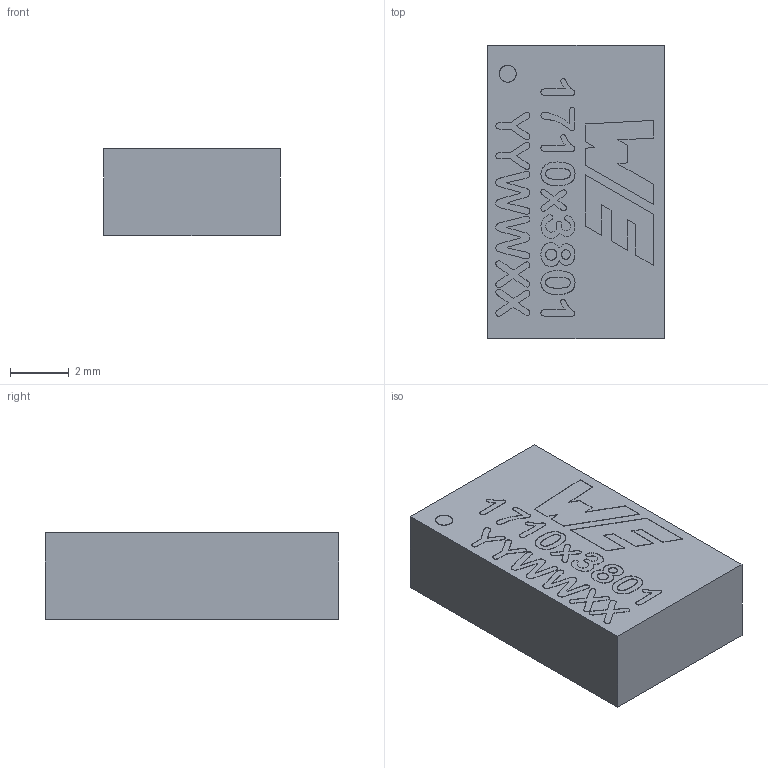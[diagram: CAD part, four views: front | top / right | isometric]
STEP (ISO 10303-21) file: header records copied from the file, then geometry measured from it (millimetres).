
FILE_DESCRIPTION(/* description */ ('Unknown'),/* implementation_level */ '2;1');
FILE_NAME(/* name */ 'U_Wurth_WPME-VDLM-LGA-12EP',/* time_stamp */ '2025-07-28T15:42:29+08:00',/* author */ ('Unknown'),/* organization */ ('Unknown'),/* preprocessor_version */ 'ST-DEVELOPER v19.4',/* originating_system */ 'Solid Edge',/* authorisation */ 'Unknown');
FILE_SCHEMA (('AUTOMOTIVE_DESIGN {1 0 10303 214 3 1 1}'));
Products named in the file (2): U_Wurth_WPME-VDLM-LGA-12EP
Assembly tree (1 placements, depth 2):
  U_Wurth_WPME-VDLM-LGA-12EP
    U_Wurth_WPME-VDLM-LGA-12EP
Bounding box: 6 x 10 x 2.97 mm (x, y, z)
Volume: 177.5 mm3; surface area: 216.8 mm2
Topology: 3 solids, 3 shells, 1841 faces, 5445 edges, 3630 vertices
Faces by surface type: plane 1841
Entity records: 73086 total; most frequent: CARTESIAN_POINT 10918, ORIENTED_EDGE 10890, DIRECTION 9131, EDGE_CURVE 5445, LINE 5445, VECTOR 5445, VERTEX_POINT 3630, EDGE_LOOP 1861
